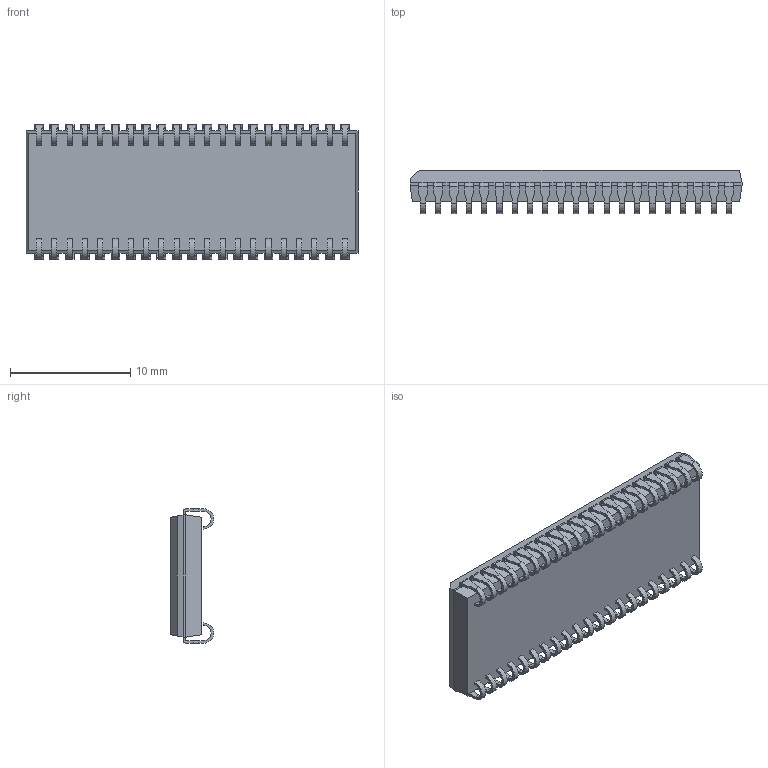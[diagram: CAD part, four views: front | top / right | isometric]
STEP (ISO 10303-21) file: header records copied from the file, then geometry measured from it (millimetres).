
FILE_DESCRIPTION((''),'2;1');
FILE_NAME('PSOJ42_P1-27_L27-56_W10-16','2019-09-21T',('Dragos'),(''),'PRO/ENGINEER BY PARAMETRIC TECHNOLOGY CORPORATION, 2004440','PRO/ENGINEER BY PARAMETRIC TECHNOLOGY CORPORATION, 2004440','');
FILE_SCHEMA(('AUTOMOTIVE_DESIGN { 1 0 10303 214 1 1 1 1 }'));
Length unit declared in the file: millimetre
Products named in the file (1): PSOJ42_P1-27_L27-56_W10-16
Bounding box: 27.56 x 3.6 x 11.18 mm (x, y, z)
Volume: 728.4 mm3; surface area: 986 mm2
Topology: 1 solids, 1 shells, 933 faces, 2588 edges, 1667 vertices
Faces by surface type: plane 763, cylinder 168, sphere 2
Entity records: 37832 total; most frequent: CARTESIAN_POINT 5186, ORIENTED_EDGE 5170, DIRECTION 4794, PRESENTATION_STYLE_ASSIGNMENT 2650, STYLED_ITEM 2588, CURVE_STYLE 2587, EDGE_CURVE 2585, VECTOR 2246
